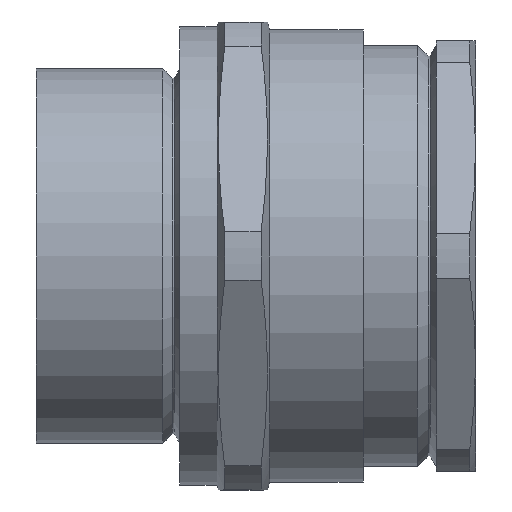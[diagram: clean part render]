
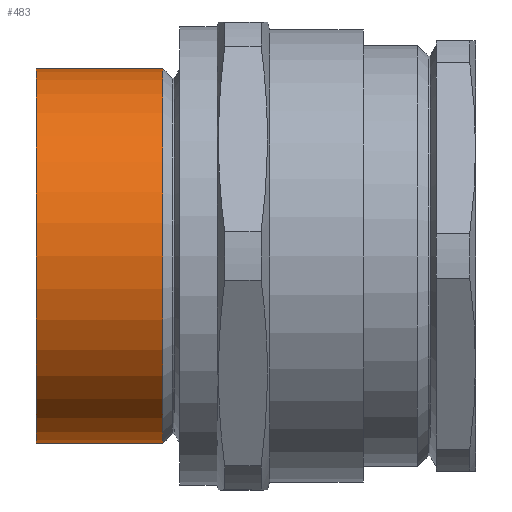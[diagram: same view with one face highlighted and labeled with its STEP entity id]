
A CAD part, front view. The second image highlights one B-rep face of the part: STEP entity #483.
In plain terms, the highlighted cylindrical face has radius 20 mm (diameter 40 mm), a partial arc.
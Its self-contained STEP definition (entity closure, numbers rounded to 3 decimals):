
#41 = DIRECTION ( 'NONE',  ( 1., 0., 0. ) ) ;
#136 = CARTESIAN_POINT ( 'NONE',  ( 0., 0., 20. ) ) ;
#144 = CARTESIAN_POINT ( 'NONE',  ( 13.5, 0., -20. ) ) ;
#150 = DIRECTION ( 'NONE',  ( 1., 0., 0. ) ) ;
#201 = VERTEX_POINT ( 'NONE', #144 ) ;
#226 = DIRECTION ( 'NONE',  ( 0., 0., -1. ) ) ;
#251 = VERTEX_POINT ( 'NONE', #136 ) ;
#279 = VERTEX_POINT ( 'NONE', #1866 ) ;
#298 = ORIENTED_EDGE ( 'NONE', *, *, #820, .T. ) ;
#315 = VECTOR ( 'NONE', #1233, 1000. ) ;
#319 = ORIENTED_EDGE ( 'NONE', *, *, #427, .F. ) ;
#367 = DIRECTION ( 'NONE',  ( 1., 0., 0. ) ) ;
#379 = CARTESIAN_POINT ( 'NONE',  ( 0., 0., -20. ) ) ;
#427 = EDGE_CURVE ( 'NONE', #251, #279, #1105, .T. ) ;
#483 = ADVANCED_FACE ( 'NONE', ( #2041 ), #1271, .T. ) ;
#618 = EDGE_CURVE ( 'NONE', #706, #201, #727, .T. ) ;
#706 = VERTEX_POINT ( 'NONE', #379 ) ;
#727 = LINE ( 'NONE', #2158, #315 ) ;
#735 = CARTESIAN_POINT ( 'NONE',  ( 34.9, 0., 0. ) ) ;
#815 = CARTESIAN_POINT ( 'NONE',  ( 0., 0., 0. ) ) ;
#820 = EDGE_CURVE ( 'NONE', #251, #706, #1080, .T. ) ;
#1080 = CIRCLE ( 'NONE', #1964, 20. ) ;
#1088 = EDGE_CURVE ( 'NONE', #279, #201, #1735, .T. ) ;
#1105 = LINE ( 'NONE', #1970, #2212 ) ;
#1171 = AXIS2_PLACEMENT_3D ( 'NONE', #735, #41, #226 ) ;
#1233 = DIRECTION ( 'NONE',  ( 1., 0., 0. ) ) ;
#1239 = CARTESIAN_POINT ( 'NONE',  ( 13.5, 0., 0. ) ) ;
#1271 = CYLINDRICAL_SURFACE ( 'NONE', #1171, 20. ) ;
#1328 = ORIENTED_EDGE ( 'NONE', *, *, #618, .T. ) ;
#1362 = DIRECTION ( 'NONE',  ( 0., 0., -1. ) ) ;
#1413 = EDGE_LOOP ( 'NONE', ( #319, #298, #1328, #1567 ) ) ;
#1567 = ORIENTED_EDGE ( 'NONE', *, *, #1088, .F. ) ;
#1579 = DIRECTION ( 'NONE',  ( 0., 0., -1. ) ) ;
#1607 = DIRECTION ( 'NONE',  ( 1., 0., 0. ) ) ;
#1612 = AXIS2_PLACEMENT_3D ( 'NONE', #1239, #367, #1579 ) ;
#1735 = CIRCLE ( 'NONE', #1612, 20. ) ;
#1866 = CARTESIAN_POINT ( 'NONE',  ( 13.5, 0., 20. ) ) ;
#1964 = AXIS2_PLACEMENT_3D ( 'NONE', #815, #150, #1362 ) ;
#1970 = CARTESIAN_POINT ( 'NONE',  ( 34.9, 0., 20. ) ) ;
#2041 = FACE_OUTER_BOUND ( 'NONE', #1413, .T. ) ;
#2158 = CARTESIAN_POINT ( 'NONE',  ( 34.9, 0., -20. ) ) ;
#2212 = VECTOR ( 'NONE', #1607, 1000. ) ;
